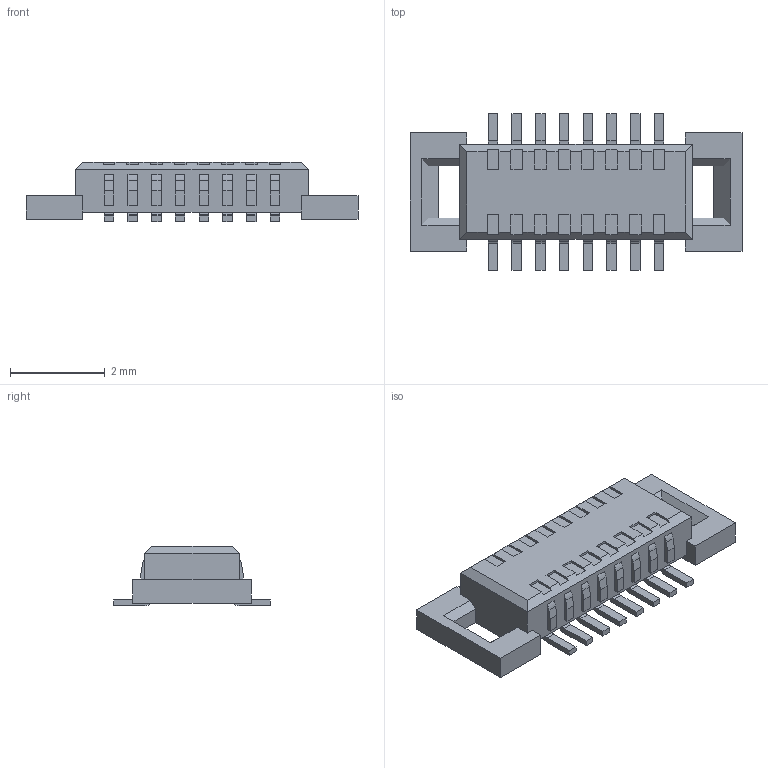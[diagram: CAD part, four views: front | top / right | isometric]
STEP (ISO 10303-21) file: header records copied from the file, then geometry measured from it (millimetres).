
FILE_DESCRIPTION (( 'STEP AP214' ), '1' );
FILE_NAME ('AXK6F16347YG.STEP', '2024-04-03T06:27:24', ( '' ), ( '' ), 'SwSTEP 2.0', 'SolidWorks 2024', '' );
FILE_SCHEMA (( 'AUTOMOTIVE_DESIGN' ));
Length unit declared in the file: millimetre
Products named in the file (1): AXK6F16347YG
Bounding box: 7 x 3.3 x 1.25 mm (x, y, z)
Volume: 12.7 mm3; surface area: 61.3 mm2
Topology: 1 solids, 1 shells, 402 faces, 1106 edges, 736 vertices
Faces by surface type: plane 306, cylinder 96
Entity records: 13095 total; most frequent: CARTESIAN_POINT 2245, ORIENTED_EDGE 2212, DIRECTION 2104, EDGE_CURVE 1106, VECTOR 914, LINE 914, VERTEX_POINT 736, AXIS2_PLACEMENT_3D 595
